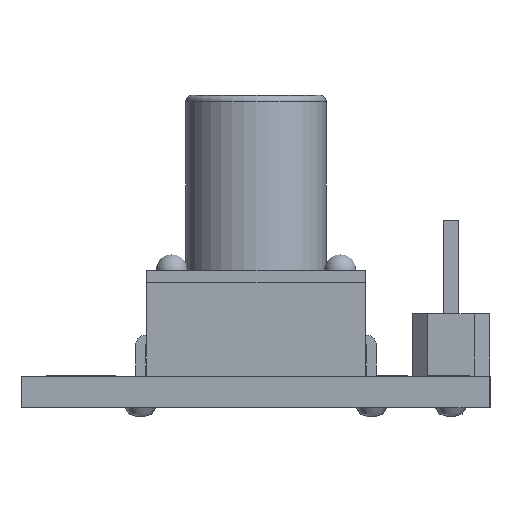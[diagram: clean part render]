
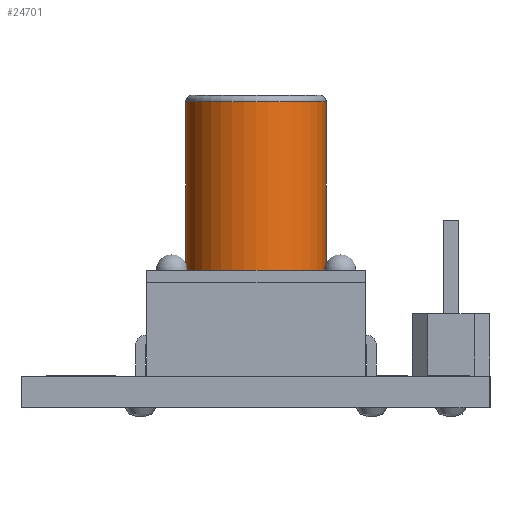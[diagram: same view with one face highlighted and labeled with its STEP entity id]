
A CAD part, left-side view. The second image highlights one B-rep face of the part: STEP entity #24701.
In plain terms, the highlighted cylindrical face has radius 2.25 mm (diameter 4.5 mm), a full revolution.
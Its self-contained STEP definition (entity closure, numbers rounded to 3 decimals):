
#162=CYLINDRICAL_SURFACE('',#25893,2.25);
#250=CIRCLE('',#25673,2.25);
#294=CIRCLE('',#25892,2.25);
#2488=FACE_OUTER_BOUND('',#3874,.T.);
#3874=EDGE_LOOP('',(#20720,#20721,#20722,#20723));
#6398=LINE('',#41213,#8913);
#8913=VECTOR('',#30275,2.25);
#10957=VERTEX_POINT('',#40448);
#11165=VERTEX_POINT('',#41209);
#14036=EDGE_CURVE('',#10957,#10957,#250,.T.);
#14415=EDGE_CURVE('',#11165,#11165,#294,.T.);
#14416=EDGE_CURVE('',#11165,#10957,#6398,.T.);
#20720=ORIENTED_EDGE('',*,*,#14415,.F.);
#20721=ORIENTED_EDGE('',*,*,#14416,.T.);
#20722=ORIENTED_EDGE('',*,*,#14036,.T.);
#20723=ORIENTED_EDGE('',*,*,#14416,.F.);
#24701=ADVANCED_FACE('',(#2488),#162,.T.);
#25673=AXIS2_PLACEMENT_3D('',#40449,#29498,#29499);
#25892=AXIS2_PLACEMENT_3D('',#41211,#30271,#30272);
#25893=AXIS2_PLACEMENT_3D('',#41212,#30273,#30274);
#29498=DIRECTION('center_axis',(0.,0.,1.));
#29499=DIRECTION('ref_axis',(-1.,0.,0.));
#30271=DIRECTION('center_axis',(0.,0.,1.));
#30272=DIRECTION('ref_axis',(-1.,0.,0.));
#30273=DIRECTION('center_axis',(0.,0.,1.));
#30274=DIRECTION('ref_axis',(1.,0.,0.));
#30275=DIRECTION('',(0.,0.,-1.));
#40448=CARTESIAN_POINT('',(-13.125,0.,4.));
#40449=CARTESIAN_POINT('Origin',(-10.875,0.,4.));
#41209=CARTESIAN_POINT('',(-13.125,0.,9.8));
#41211=CARTESIAN_POINT('Origin',(-10.875,0.,9.8));
#41212=CARTESIAN_POINT('Origin',(-10.875,0.,0.));
#41213=CARTESIAN_POINT('',(-13.125,0.,0.));
